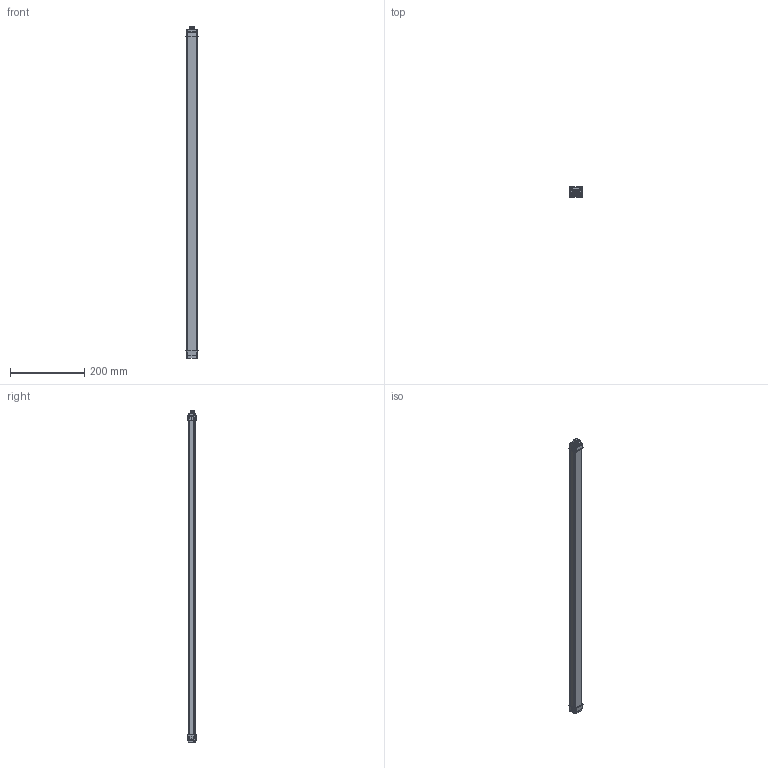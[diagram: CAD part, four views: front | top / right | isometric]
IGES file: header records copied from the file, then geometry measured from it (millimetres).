
Start section:  PTC IGES file: 248424_sm01.igs
Global section: file name: 248424_sm01.igs; native system: Creo Parametric by PTC Inc.; preprocessor: 2022414; author: banengservice; organization: Unknown; date: 20250625.085933; units: millimetre
Bounding box: 32.85 x 25.57 x 895.47 mm (x, y, z)
Volume: 484126.6 mm3; surface area: 442444.9 mm2
Topology: 1 solids, 1 shells, 1818 faces, 9585 edges, 12241 vertices
Faces by surface type: revolution 1160, bspline 656, extrusion 2
